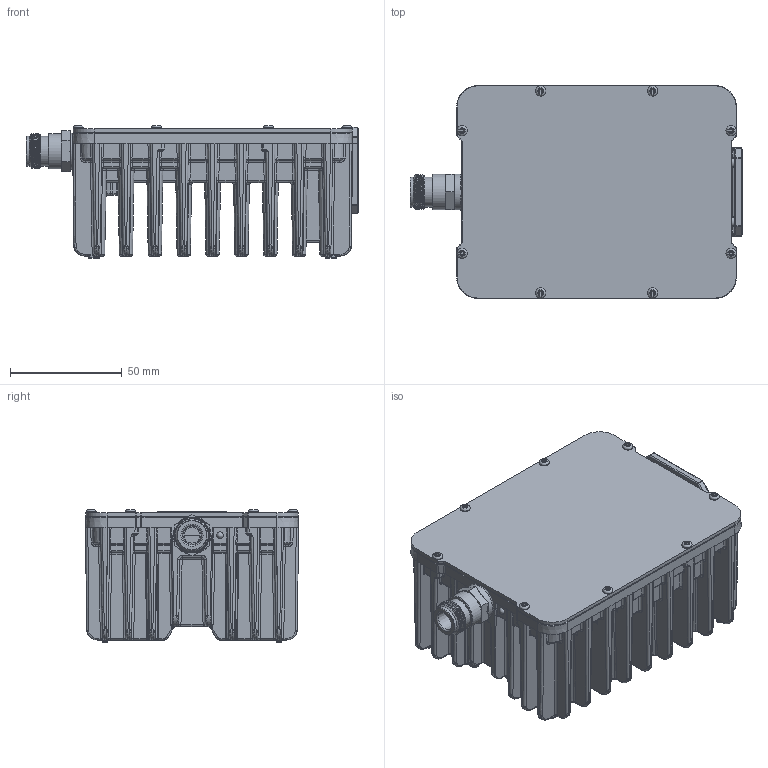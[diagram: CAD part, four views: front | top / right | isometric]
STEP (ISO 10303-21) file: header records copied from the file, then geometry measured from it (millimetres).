
FILE_DESCRIPTION(/* description */ (''),/* implementation_level */ '2;1');
FILE_NAME(/* name */ 'assy-2.stp',/* time_stamp */ '2019-03-05T08:38:30+09:00',/* author */ (''),/* organization */ (''),/* preprocessor_version */ 'ST-DEVELOPER v14',/* originating_system */ 'SIEMENS PLM Software NX 8.0',/* authorisation */ '');
FILE_SCHEMA (('AUTOMOTIVE_DESIGN { 1 0 10303 214 3 1 1 1 }'));
Products named in the file (1): hd552AF09719v87f
Bounding box: 148.3 x 95.06 x 59.2 mm (x, y, z)
Volume: 231771.6 mm3; surface area: 139384.6 mm2
Topology: 12 solids, 13 shells, 3014 faces, 7284 edges, 3989 vertices
Faces by surface type: cylinder 1046, bspline 856, plane 665, sphere 182, torus 165, cone 100
Full cylindrical faces by diameter (mm): 2.6 x8, 3 x9, 4.5 x8, 7 x1, 10 x1, 13.4 x2, 15.8 x1, 16 x1
Entity records: 102968 total; most frequent: CARTESIAN_POINT 37135, ORIENTED_EDGE 13738, DIRECTION 13423, EDGE_CURVE 6869, AXIS2_PLACEMENT_3D 5429, VERTEX_POINT 3954, EDGE_LOOP 3103, ADVANCED_FACE 3013
